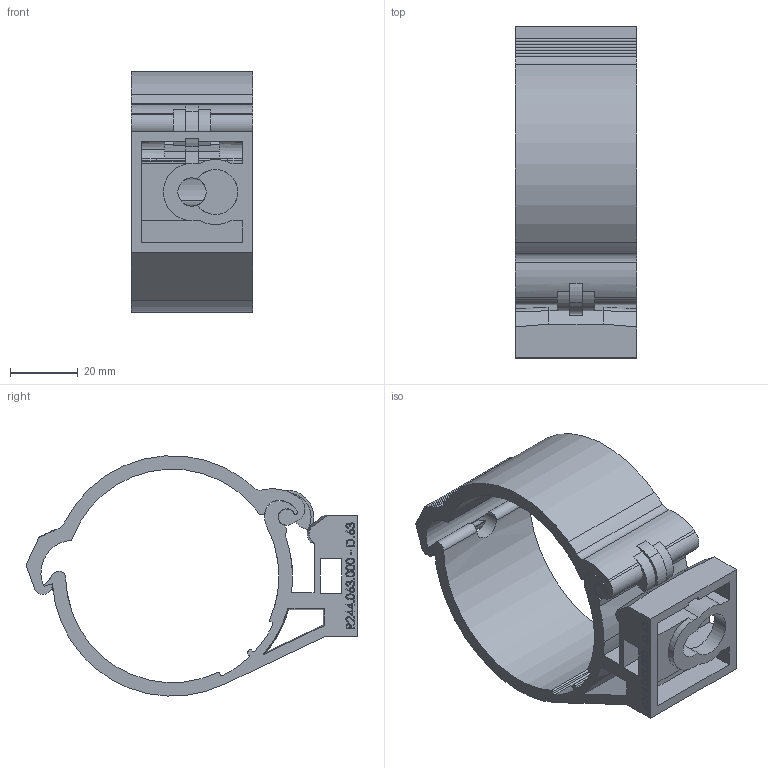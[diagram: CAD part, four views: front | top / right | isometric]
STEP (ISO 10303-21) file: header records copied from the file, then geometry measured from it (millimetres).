
FILE_DESCRIPTION (( 'STEP AP203' ), '1' );
FILE_NAME ('R244.063.000.step', '2013-11-19T11:09:55', ( 'Alusic' ), ( 'Alusic' ), 'SwSTEP 2.0', 'SolidWorks 2011', '' );
FILE_SCHEMA (( 'CONFIG_CONTROL_DESIGN' ));
Length unit declared in the file: millimetre
Products named in the file (1): R244.063.000
Bounding box: 36 x 98.33 x 71.14 mm (x, y, z)
Surface area: 28924 mm2 (no closed solid volume)
Topology: 0 solids, 6 shells, 374 faces, 1546 edges, 1128 vertices
Faces by surface type: plane 164, bspline 128, cylinder 77, cone 5
Entity records: 23260 total; most frequent: CARTESIAN_POINT 12079, ORIENTED_EDGE 2377, DIRECTION 1651, EDGE_CURVE 1546, VERTEX_POINT 1128, VECTOR 811, LINE 811, B_SPLINE_CURVE_WITH_KNOTS 556
